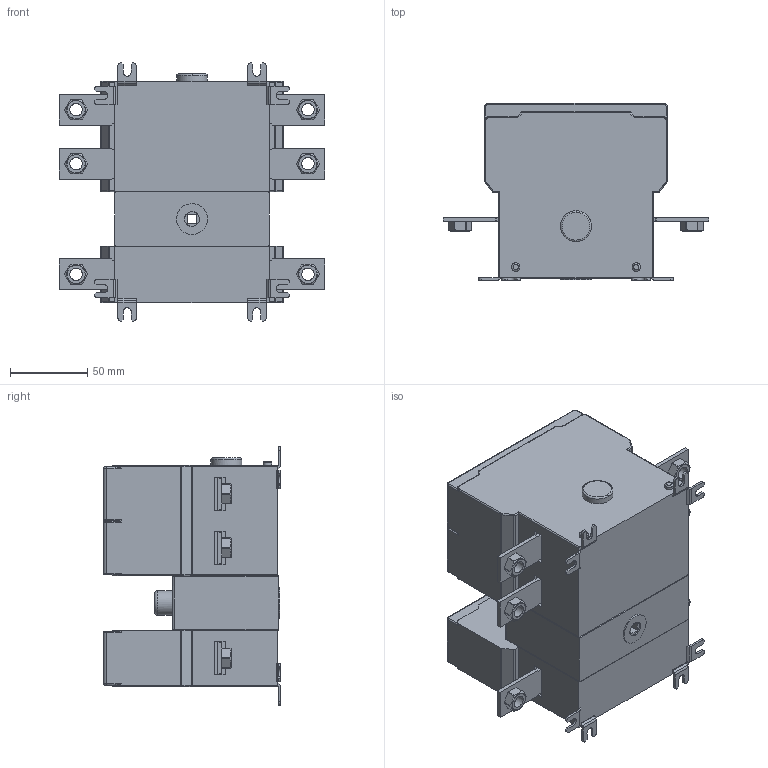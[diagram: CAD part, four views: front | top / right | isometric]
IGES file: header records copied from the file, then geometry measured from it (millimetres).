
Global section: file name: OS100-200GB12-42_iges.igs; preprocessor: I-DEAS 3D IGES Translator 15; date: 20131129.155228; units: millimetre
Bounding box: 172.01 x 114.48 x 167.02 mm (x, y, z)
Volume: 1573999.4 mm3; surface area: 115632.9 mm2
Topology: 1 solids, 1 shells, 547 faces, 1503 edges, 1052 vertices
Faces by surface type: bspline 547
